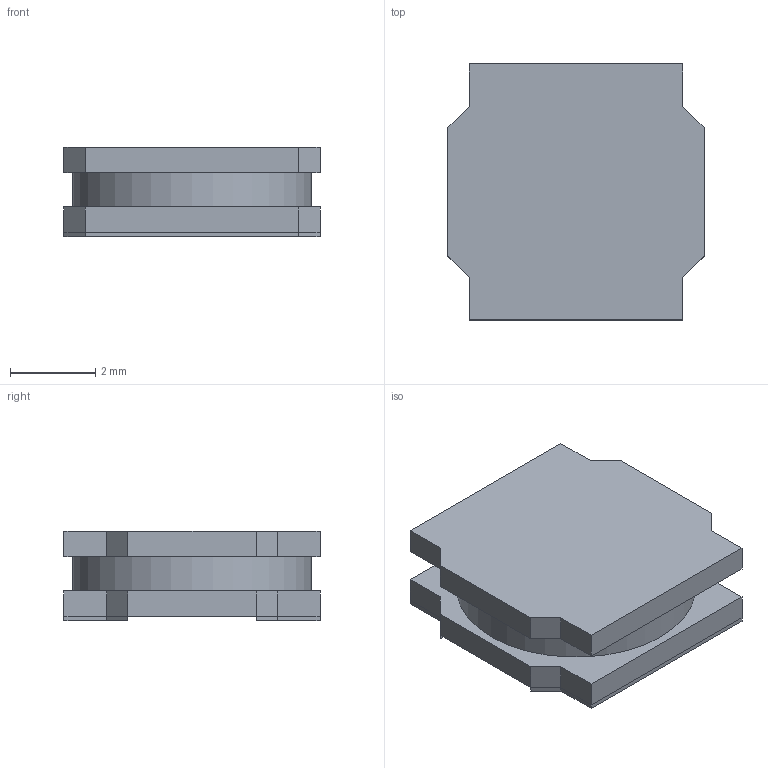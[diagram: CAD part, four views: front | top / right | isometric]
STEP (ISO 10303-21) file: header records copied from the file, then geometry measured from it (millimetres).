
FILE_DESCRIPTION(('FreeCAD Model'),'2;1');
FILE_NAME('SNR6020B.step','2023-05-27T14:49:28',( 'Author'),(''),'Open CASCADE STEP processor 7.3','FreeCAD','Unknown' );
FILE_SCHEMA(('AUTOMOTIVE_DESIGN { 1 0 10303 214 1 1 1 1 }'));
Length unit declared in the file: millimetre
Products named in the file (1): Mirrored
Bounding box: 6 x 6 x 2.1 mm (x, y, z)
Volume: 61.5 mm3; surface area: 129.1 mm2
Topology: 1 solids, 1 shells, 43 faces, 101 edges, 62 vertices
Faces by surface type: plane 42, cylinder 1
Full cylindrical faces by diameter (mm): 5.6 x1
Entity records: 2772 total; most frequent: CARTESIAN_POINT 463, DIRECTION 344, LINE 251, VECTOR 251, ORIENTED_EDGE 202, PCURVE 202, DEFINITIONAL_REPRESENTATION 202, EDGE_CURVE 101
